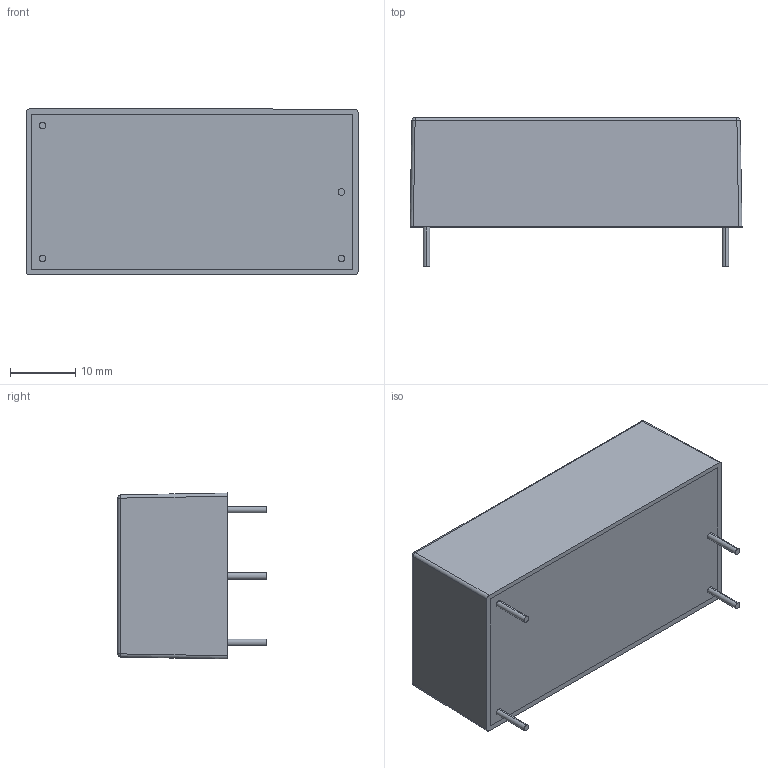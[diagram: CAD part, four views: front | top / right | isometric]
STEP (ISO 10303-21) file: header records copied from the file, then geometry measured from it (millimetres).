
FILE_DESCRIPTION (( 'STEP AP214' ), '1' );
FILE_NAME ('CUI_PSK-6B-S12.step', '2017-08-12T06:34:56', ( '' ), ( '' ), 'SwSTEP 2.0', 'SolidWorks 2017', '' );
FILE_SCHEMA (( 'AUTOMOTIVE_DESIGN' ));
Length unit declared in the file: millimetre
Products named in the file (1): CUI_PSK-6B-S12
Bounding box: 50.8 x 22.74 x 25.4 mm (x, y, z)
Volume: 6466.5 mm3; surface area: 10179.9 mm2
Topology: 2 solids, 2 shells, 90 faces, 208 edges, 132 vertices
Faces by surface type: plane 70, cylinder 16, sphere 4
Entity records: 2675 total; most frequent: CARTESIAN_POINT 443, ORIENTED_EDGE 416, DIRECTION 414, EDGE_CURVE 208, VECTOR 176, LINE 176, VERTEX_POINT 132, AXIS2_PLACEMENT_3D 119
